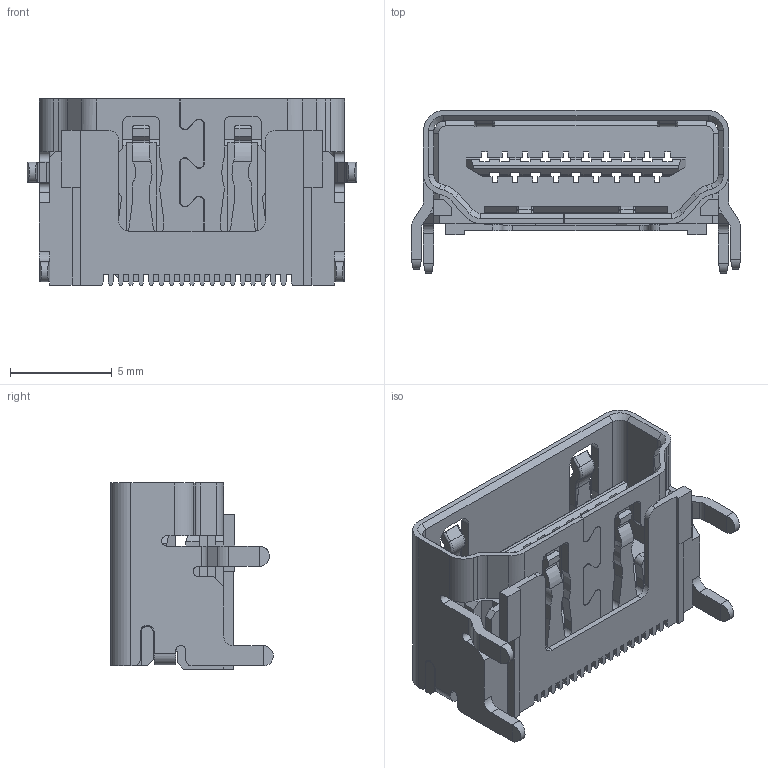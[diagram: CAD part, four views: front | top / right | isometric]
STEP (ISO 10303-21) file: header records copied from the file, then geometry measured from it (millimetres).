
FILE_DESCRIPTION((''),'2;1');
FILE_NAME('10029449-001LF','2019-08-28T',('KumarP'),('AFCI'),'CREO PARAMETRIC BY PTC INC, 2016130','CREO PARAMETRIC BY PTC INC, 2016130','');
FILE_SCHEMA(('CONFIG_CONTROL_DESIGN'));
Length unit declared in the file: millimetre
Products named in the file (1): 10029449-001LF
Bounding box: 16.2 x 8 x 9.15 mm (x, y, z)
Volume: 314 mm3; surface area: 1187.2 mm2
Topology: 1 solids, 1 shells, 973 faces, 2808 edges, 1797 vertices
Faces by surface type: plane 795, cylinder 146, torus 16, cone 12, bspline 4
Entity records: 31704 total; most frequent: CARTESIAN_POINT 5898, ORIENTED_EDGE 5616, DIRECTION 5038, EDGE_CURVE 2808, VECTOR 2460, LINE 2460, VERTEX_POINT 1797, AXIS2_PLACEMENT_3D 1289
